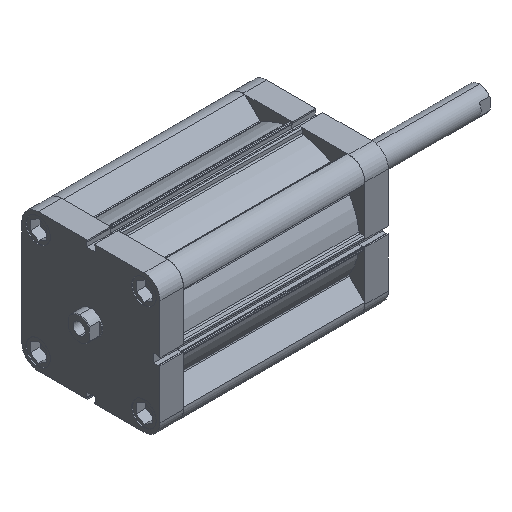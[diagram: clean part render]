
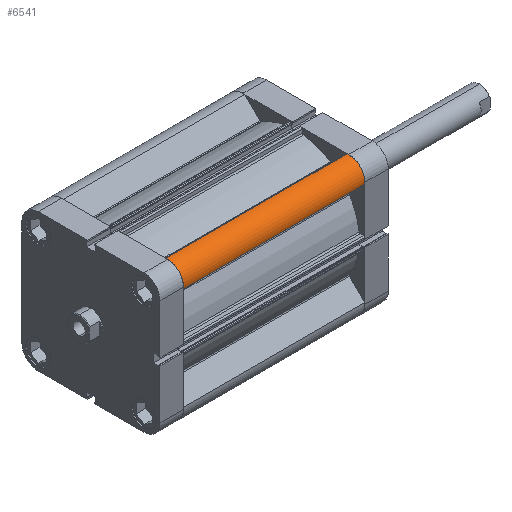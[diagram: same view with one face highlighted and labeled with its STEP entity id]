
A CAD part, isometric view. The second image highlights one B-rep face of the part: STEP entity #6541.
In plain terms, the highlighted cylindrical face has radius 13.5 mm (diameter 27 mm), a partial arc.
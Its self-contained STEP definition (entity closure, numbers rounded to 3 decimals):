
#258 = CARTESIAN_POINT ( 'NONE',  ( 57.925, -43.075, 152.5 ) ) ;
#281 = CARTESIAN_POINT ( 'NONE',  ( 43.075, -57.925, 152.5 ) ) ;
#353 = CARTESIAN_POINT ( 'NONE',  ( 43.075, -57.925, 0. ) ) ;
#384 = CARTESIAN_POINT ( 'NONE',  ( 57.925, -43.075, 0. ) ) ;
#442 = CYLINDRICAL_SURFACE ( 'NONE', #3847, 13.5 ) ;
#443 = FACE_OUTER_BOUND ( 'NONE', #1390, .T. ) ;
#1390 = EDGE_LOOP ( 'NONE', ( #2204, #2205, #2206, #2207 ) ) ;
#2204 = ORIENTED_EDGE ( 'NONE', *, *, #3007, .T. ) ;
#2205 = ORIENTED_EDGE ( 'NONE', *, *, #3131, .F. ) ;
#2206 = ORIENTED_EDGE ( 'NONE', *, *, #3372, .F. ) ;
#2207 = ORIENTED_EDGE ( 'NONE', *, *, #3137, .T. ) ;
#3007 = EDGE_CURVE ( 'NONE', #7087, #7123, #3977, .T. ) ;
#3131 = EDGE_CURVE ( 'NONE', #6981, #7123, #4196, .T. ) ;
#3137 = EDGE_CURVE ( 'NONE', #7010, #7087, #4208, .T. ) ;
#3372 = EDGE_CURVE ( 'NONE', #7010, #6981, #4627, .T. ) ;
#3631 = AXIS2_PLACEMENT_3D ( 'NONE', #6153, #6145, #6144 ) ;
#3711 = AXIS2_PLACEMENT_3D ( 'NONE', #5597, #5607, #5608 ) ;
#3847 = AXIS2_PLACEMENT_3D ( 'NONE', #7568, #7560, #7563 ) ;
#3977 = CIRCLE ( 'NONE', #3631, 13.5 ) ;
#4196 = LINE ( 'NONE', #5072, #4197 ) ;
#4197 = VECTOR ( 'NONE', #5073, 1000. ) ;
#4208 = LINE ( 'NONE', #5084, #4209 ) ;
#4209 = VECTOR ( 'NONE', #5085, 1000. ) ;
#4627 = CIRCLE ( 'NONE', #3711, 13.5 ) ;
#5072 = CARTESIAN_POINT ( 'NONE',  ( 57.925, -43.075, 152.5 ) ) ;
#5073 = DIRECTION ( 'NONE',  ( 0., 0., -1. ) ) ;
#5084 = CARTESIAN_POINT ( 'NONE',  ( 43.075, -57.925, 152.5 ) ) ;
#5085 = DIRECTION ( 'NONE',  ( 0., 0., -1. ) ) ;
#5597 = CARTESIAN_POINT ( 'NONE',  ( 44.5, -44.5, 152.5 ) ) ;
#5607 = DIRECTION ( 'NONE',  ( 0., 0., 1. ) ) ;
#5608 = DIRECTION ( 'NONE',  ( -1., 0., 0. ) ) ;
#6144 = DIRECTION ( 'NONE',  ( -1., 0., 0. ) ) ;
#6145 = DIRECTION ( 'NONE',  ( 0., 0., 1. ) ) ;
#6153 = CARTESIAN_POINT ( 'NONE',  ( 44.5, -44.5, 0. ) ) ;
#6541 = ADVANCED_FACE ( 'NONE', ( #443 ), #442, .T. ) ;
#6981 = VERTEX_POINT ( 'NONE', #258 ) ;
#7010 = VERTEX_POINT ( 'NONE', #281 ) ;
#7087 = VERTEX_POINT ( 'NONE', #353 ) ;
#7123 = VERTEX_POINT ( 'NONE', #384 ) ;
#7560 = DIRECTION ( 'NONE',  ( 0., 0., -1. ) ) ;
#7563 = DIRECTION ( 'NONE',  ( -1., 0., 0. ) ) ;
#7568 = CARTESIAN_POINT ( 'NONE',  ( 44.5, -44.5, 152.5 ) ) ;
